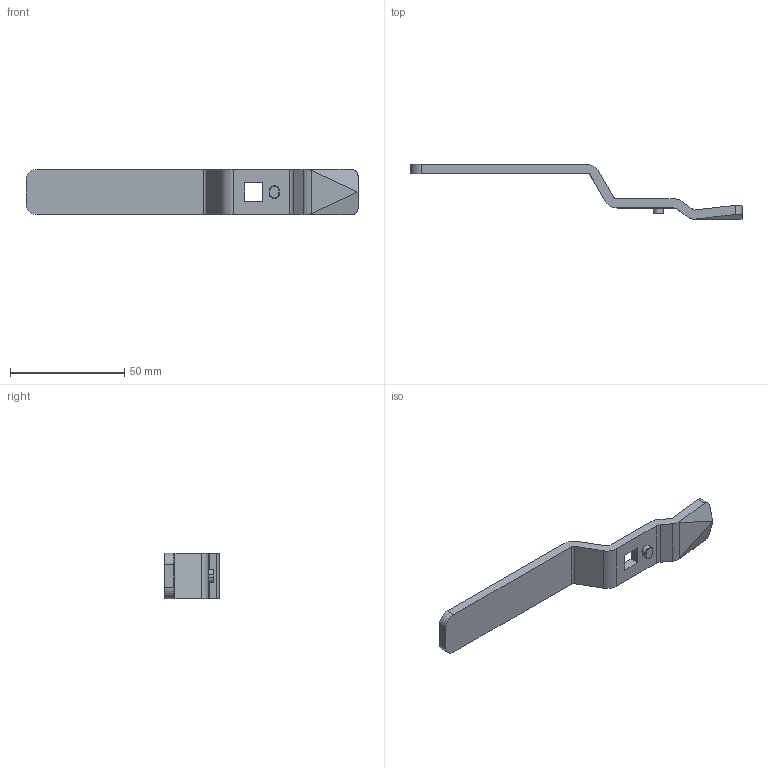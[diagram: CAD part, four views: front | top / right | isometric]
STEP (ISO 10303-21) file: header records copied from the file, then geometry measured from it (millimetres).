
FILE_DESCRIPTION(/* description */ (''),/* implementation_level */ '2;1');
FILE_NAME(/* name */ '50-100-1.stp',/* time_stamp */ '2024-01-05T10:34:00-05:00',/* author */ ('jmurphy'),/* organization */ (''),/* preprocessor_version */ 'ST-DEVELOPER v18.1',/* originating_system */ 'AutoCAD Mechanical',/* authorisation */ '');
FILE_SCHEMA (('AUTOMOTIVE_DESIGN { 1 0 10303 214 3 1 1 }'));
Length unit declared in the file: millimetre
Products named in the file (1): Product
Bounding box: 145 x 24 x 20 mm (x, y, z)
Volume: 12016.7 mm3; surface area: 7599.1 mm2
Topology: 1 solids, 1 shells, 52 faces, 134 edges, 86 vertices
Faces by surface type: plane 28, cylinder 20, torus 4
Entity records: 1613 total; most frequent: DIRECTION 288, CARTESIAN_POINT 273, ORIENTED_EDGE 268, EDGE_CURVE 134, AXIS2_PLACEMENT_3D 101, LINE 86, VECTOR 86, VERTEX_POINT 86
